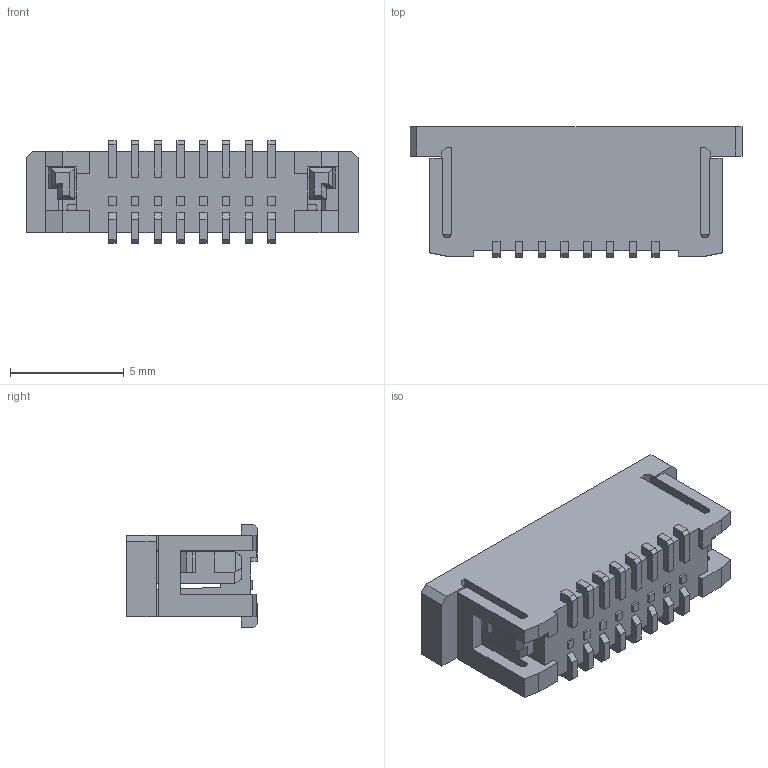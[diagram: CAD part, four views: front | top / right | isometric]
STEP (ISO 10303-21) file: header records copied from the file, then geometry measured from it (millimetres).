
FILE_DESCRIPTION((''),'2;1');
FILE_NAME('526100872','2019-02-27T',('gga'),(''),'PRO/ENGINEER BY PARAMETRIC TECHNOLOGY CORPORATION, 2016010','PRO/ENGINEER BY PARAMETRIC TECHNOLOGY CORPORATION, 2016010','');
FILE_SCHEMA(('CONFIG_CONTROL_DESIGN'));
Length unit declared in the file: millimetre
Products named in the file (1): 526100872
Bounding box: 14.6 x 5.75 x 4.5 mm (x, y, z)
Volume: 225 mm3; surface area: 548.1 mm2
Topology: 1 solids, 1 shells, 353 faces, 1111 edges, 752 vertices
Faces by surface type: plane 332, cylinder 21
Entity records: 12064 total; most frequent: CARTESIAN_POINT 2165, ORIENTED_EDGE 2094, DIRECTION 1857, VECTOR 1069, LINE 1069, EDGE_CURVE 1047, VERTEX_POINT 688, AXIS2_PLACEMENT_3D 394
